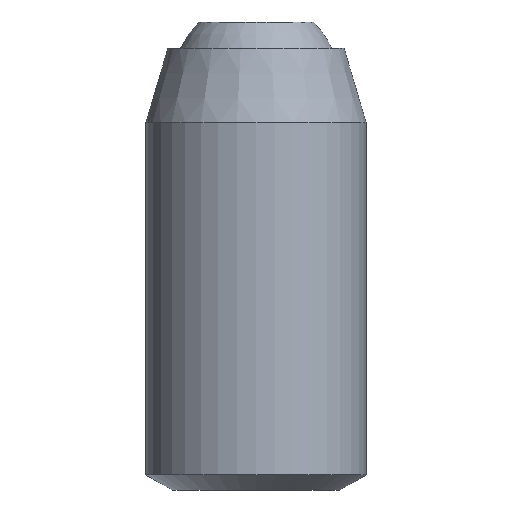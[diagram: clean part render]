
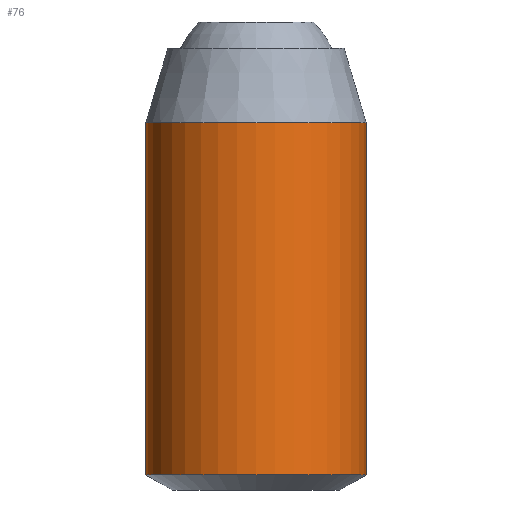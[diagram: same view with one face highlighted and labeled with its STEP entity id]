
A CAD part, front view. The second image highlights one B-rep face of the part: STEP entity #76.
In plain terms, the highlighted cylindrical face has radius 8 mm (diameter 16 mm), a full revolution.
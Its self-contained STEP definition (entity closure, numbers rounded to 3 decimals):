
#76 = ADVANCED_FACE( '', ( #154, #155 ), #156, .T. );
#154 = FACE_OUTER_BOUND( '', #228, .T. );
#155 = FACE_OUTER_BOUND( '', #229, .T. );
#156 = CYLINDRICAL_SURFACE( '', #230, 8. );
#228 = EDGE_LOOP( '', ( #370 ) );
#229 = EDGE_LOOP( '', ( #371 ) );
#230 = AXIS2_PLACEMENT_3D( '', #372, #373, #374 );
#370 = ORIENTED_EDGE( '', *, *, #440, .T. );
#371 = ORIENTED_EDGE( '', *, *, #420, .T. );
#372 = CARTESIAN_POINT( '', ( 0., 0., 32.08 ) );
#373 = DIRECTION( '', ( 0., 0., 1. ) );
#374 = DIRECTION( '', ( -1., 0., 0. ) );
#420 = EDGE_CURVE( '', #492, #492, #493, .F. );
#440 = EDGE_CURVE( '', #519, #519, #520, .T. );
#492 = VERTEX_POINT( '', #582 );
#493 = CIRCLE( '', #583, 8. );
#519 = VERTEX_POINT( '', #620 );
#520 = CIRCLE( '', #621, 8. );
#582 = CARTESIAN_POINT( '', ( 8., 0., 26.68 ) );
#583 = AXIS2_PLACEMENT_3D( '', #670, #671, #672 );
#620 = CARTESIAN_POINT( '', ( 8., 0., 1.1 ) );
#621 = AXIS2_PLACEMENT_3D( '', #690, #691, #692 );
#670 = CARTESIAN_POINT( '', ( 0., 0., 26.68 ) );
#671 = DIRECTION( '', ( 0., 0., 1. ) );
#672 = DIRECTION( '', ( 1., 0., 0. ) );
#690 = CARTESIAN_POINT( '', ( 0., 0., 1.1 ) );
#691 = DIRECTION( '', ( 0., 0., 1. ) );
#692 = DIRECTION( '', ( 1., 0., 0. ) );
